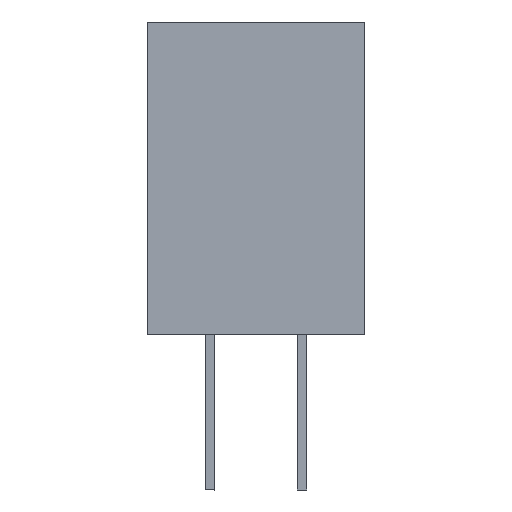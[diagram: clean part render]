
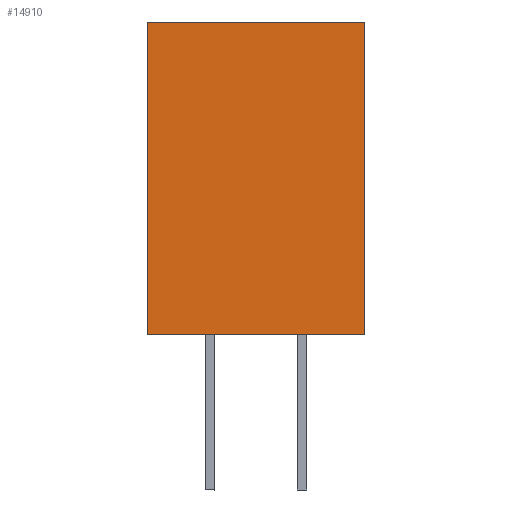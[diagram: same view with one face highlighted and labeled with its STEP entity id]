
A CAD part, left-side view. The second image highlights one B-rep face of the part: STEP entity #14910.
In plain terms, the highlighted planar face has unit normal (-1, 0, 0).
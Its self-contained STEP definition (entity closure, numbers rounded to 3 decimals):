
#583=FACE_OUTER_BOUND('',#1471,.T.);
#1471=EDGE_LOOP('',(#11009,#11010,#11011,#11012));
#1954=LINE('',#19731,#3898);
#2278=LINE('',#20379,#4222);
#2920=LINE('',#21743,#4864);
#2921=LINE('',#21744,#4865);
#3898=VECTOR('',#16161,10.);
#4222=VECTOR('',#16487,10.);
#4864=VECTOR('',#17931,10.);
#4865=VECTOR('',#17932,10.);
#5841=VERTEX_POINT('',#19727);
#5843=VERTEX_POINT('',#19730);
#6165=VERTEX_POINT('',#20376);
#6487=VERTEX_POINT('',#21742);
#7138=EDGE_CURVE('',#5841,#5843,#1954,.T.);
#7462=EDGE_CURVE('',#6165,#5841,#2278,.F.);
#8104=EDGE_CURVE('',#6487,#6165,#2920,.T.);
#8105=EDGE_CURVE('',#6487,#5843,#2921,.T.);
#11009=ORIENTED_EDGE('',*,*,#8104,.F.);
#11010=ORIENTED_EDGE('',*,*,#8105,.T.);
#11011=ORIENTED_EDGE('',*,*,#7138,.F.);
#11012=ORIENTED_EDGE('',*,*,#7462,.F.);
#13371=PLANE('',#15745);
#14910=ADVANCED_FACE('',(#583),#13371,.T.);
#15745=AXIS2_PLACEMENT_3D('',#21741,#17929,#17930);
#16161=DIRECTION('',(0.,-1.,0.));
#16487=DIRECTION('',(0.,0.,-1.));
#17929=DIRECTION('center_axis',(-1.,0.,0.));
#17930=DIRECTION('ref_axis',(0.,-1.,0.));
#17931=DIRECTION('',(0.,1.,0.));
#17932=DIRECTION('',(0.,0.,1.));
#19727=CARTESIAN_POINT('',(-25.591,0.3,4.611));
#19730=CARTESIAN_POINT('',(-25.591,-2.7,4.611));
#19731=CARTESIAN_POINT('',(-25.591,-1.041,4.611));
#20376=CARTESIAN_POINT('',(-25.591,0.3,0.311));
#20379=CARTESIAN_POINT('',(-25.591,0.3,3.359));
#21741=CARTESIAN_POINT('Origin',(-25.591,-0.883,2.216));
#21742=CARTESIAN_POINT('',(-25.591,-2.7,0.311));
#21743=CARTESIAN_POINT('',(-25.591,-1.041,0.311));
#21744=CARTESIAN_POINT('',(-25.591,-2.7,3.359));
